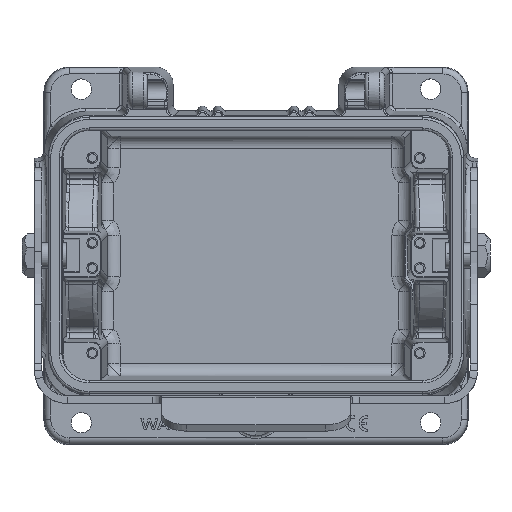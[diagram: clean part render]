
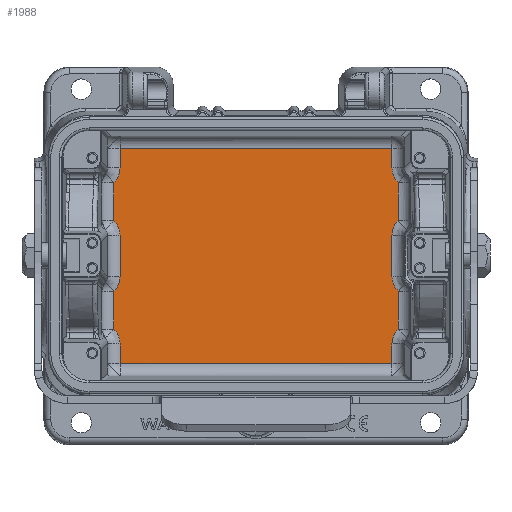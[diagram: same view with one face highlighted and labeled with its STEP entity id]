
A CAD part, top view. The second image highlights one B-rep face of the part: STEP entity #1988.
In plain terms, the highlighted planar face has unit normal (0, 0, 1).
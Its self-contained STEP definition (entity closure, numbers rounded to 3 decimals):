
#970=FACE_OUTER_BOUND('',#3207,.T.);
#1988=ADVANCED_FACE('NONE',(#970),#2587,.T.);
#2587=PLANE('',#14442);
#3207=EDGE_LOOP('',(#6290,#6291,#6292,#6293,#6294,#6295,#6296,#6297,#6298,
#6299,#6300,#6301,#6302,#6303,#6304,#6305,#6306,#6307,#6308,#6309));
#4000=B_SPLINE_CURVE_WITH_KNOTS('',3,(#21963,#21964,#21965,#21966),
 .UNSPECIFIED.,.F.,.F.,(4,4),(0.,1.),.UNSPECIFIED.);
#4001=B_SPLINE_CURVE_WITH_KNOTS('',3,(#21988,#21989,#21990,#21991),
 .UNSPECIFIED.,.F.,.F.,(4,4),(0.,1.),.UNSPECIFIED.);
#4009=B_SPLINE_CURVE_WITH_KNOTS('',3,(#22095,#22096,#22097,#22098),
 .UNSPECIFIED.,.F.,.F.,(4,4),(0.,1.),.UNSPECIFIED.);
#4010=B_SPLINE_CURVE_WITH_KNOTS('',3,(#22120,#22121,#22122,#22123),
 .UNSPECIFIED.,.F.,.F.,(4,4),(0.,1.),.UNSPECIFIED.);
#4016=B_SPLINE_CURVE_WITH_KNOTS('',3,(#22201,#22202,#22203,#22204),
 .UNSPECIFIED.,.F.,.F.,(4,4),(0.,1.),.UNSPECIFIED.);
#4017=B_SPLINE_CURVE_WITH_KNOTS('',3,(#22226,#22227,#22228,#22229),
 .UNSPECIFIED.,.F.,.F.,(4,4),(0.,1.),.UNSPECIFIED.);
#4025=B_SPLINE_CURVE_WITH_KNOTS('',3,(#22342,#22343,#22344,#22345),
 .UNSPECIFIED.,.F.,.F.,(4,4),(0.,1.),.UNSPECIFIED.);
#4031=B_SPLINE_CURVE_WITH_KNOTS('',3,(#22447,#22448,#22449,#22450),
 .UNSPECIFIED.,.F.,.F.,(4,4),(0.,1.),.UNSPECIFIED.);
#6290=ORIENTED_EDGE('',*,*,#10898,.T.);
#6291=ORIENTED_EDGE('',*,*,#11007,.T.);
#6292=ORIENTED_EDGE('',*,*,#10923,.T.);
#6293=ORIENTED_EDGE('',*,*,#11008,.T.);
#6294=ORIENTED_EDGE('',*,*,#11133,.T.);
#6295=ORIENTED_EDGE('',*,*,#11012,.T.);
#6296=ORIENTED_EDGE('',*,*,#10911,.T.);
#6297=ORIENTED_EDGE('',*,*,#10995,.T.);
#6298=ORIENTED_EDGE('',*,*,#10871,.T.);
#6299=ORIENTED_EDGE('',*,*,#10996,.T.);
#6300=ORIENTED_EDGE('',*,*,#10872,.T.);
#6301=ORIENTED_EDGE('',*,*,#10998,.T.);
#6302=ORIENTED_EDGE('',*,*,#10885,.T.);
#6303=ORIENTED_EDGE('',*,*,#10999,.T.);
#6304=ORIENTED_EDGE('',*,*,#11134,.T.);
#6305=ORIENTED_EDGE('',*,*,#11003,.T.);
#6306=ORIENTED_EDGE('',*,*,#10886,.T.);
#6307=ORIENTED_EDGE('',*,*,#11005,.T.);
#6308=ORIENTED_EDGE('',*,*,#10897,.T.);
#6309=ORIENTED_EDGE('',*,*,#11006,.T.);
#9376=VERTEX_POINT('',#21921);
#9377=VERTEX_POINT('',#21930);
#9379=VERTEX_POINT('',#21962);
#9380=VERTEX_POINT('',#21992);
#9381=VERTEX_POINT('',#21993);
#9384=VERTEX_POINT('',#22062);
#9386=VERTEX_POINT('',#22094);
#9387=VERTEX_POINT('',#22124);
#9388=VERTEX_POINT('',#22125);
#9390=VERTEX_POINT('',#22189);
#9392=VERTEX_POINT('',#22200);
#9393=VERTEX_POINT('',#22230);
#9394=VERTEX_POINT('',#22231);
#9396=VERTEX_POINT('',#22273);
#9398=VERTEX_POINT('',#22346);
#9405=VERTEX_POINT('',#22446);
#9437=VERTEX_POINT('',#22810);
#9440=VERTEX_POINT('',#22823);
#9441=VERTEX_POINT('',#22833);
#9444=VERTEX_POINT('',#22841);
#10871=EDGE_CURVE('NONE',#9377,#9379,#4000,.T.);
#10872=EDGE_CURVE('NONE',#9380,#9381,#4001,.T.);
#10885=EDGE_CURVE('NONE',#9384,#9386,#4009,.T.);
#10886=EDGE_CURVE('NONE',#9387,#9388,#4010,.T.);
#10897=EDGE_CURVE('NONE',#9390,#9392,#4016,.T.);
#10898=EDGE_CURVE('NONE',#9393,#9394,#4017,.T.);
#10911=EDGE_CURVE('NONE',#9398,#9376,#4025,.T.);
#10923=EDGE_CURVE('NONE',#9396,#9405,#4031,.T.);
#10995=EDGE_CURVE('NONE',#9376,#9377,#12544,.T.);
#10996=EDGE_CURVE('NONE',#9379,#9380,#12545,.T.);
#10998=EDGE_CURVE('NONE',#9381,#9384,#12547,.T.);
#10999=EDGE_CURVE('NONE',#9386,#9437,#12548,.T.);
#11003=EDGE_CURVE('NONE',#9440,#9387,#12551,.T.);
#11005=EDGE_CURVE('NONE',#9388,#9390,#12552,.T.);
#11006=EDGE_CURVE('NONE',#9392,#9393,#12553,.T.);
#11007=EDGE_CURVE('NONE',#9394,#9396,#12554,.T.);
#11008=EDGE_CURVE('NONE',#9405,#9441,#12555,.T.);
#11012=EDGE_CURVE('NONE',#9444,#9398,#12558,.T.);
#11133=EDGE_CURVE('NONE',#9441,#9444,#12621,.T.);
#11134=EDGE_CURVE('NONE',#9437,#9440,#12622,.T.);
#12544=LINE('',#22802,#13408);
#12545=LINE('',#22804,#13409);
#12547=LINE('',#22807,#13411);
#12548=LINE('',#22809,#13412);
#12551=LINE('',#22822,#13415);
#12552=LINE('',#22826,#13416);
#12553=LINE('',#22828,#13417);
#12554=LINE('',#22830,#13418);
#12555=LINE('',#22832,#13419);
#12558=LINE('',#22840,#13422);
#12621=LINE('',#23410,#13485);
#12622=LINE('',#23411,#13486);
#13408=VECTOR('',#16072,1.);
#13409=VECTOR('',#16075,1.);
#13411=VECTOR('',#16079,1.);
#13412=VECTOR('',#16082,1.);
#13415=VECTOR('',#16087,1.);
#13416=VECTOR('',#16092,1.);
#13417=VECTOR('',#16095,1.);
#13418=VECTOR('',#16098,1.);
#13419=VECTOR('',#16101,1.);
#13422=VECTOR('',#16108,1.);
#13485=VECTOR('',#16275,1.);
#13486=VECTOR('',#16276,1.);
#14442=AXIS2_PLACEMENT_3D('',#23412,#16277,#16278);
#16072=DIRECTION('',(0.,1.,0.));
#16075=DIRECTION('',(0.,1.,0.));
#16079=DIRECTION('',(0.,1.,0.));
#16082=DIRECTION('',(0.,1.,0.));
#16087=DIRECTION('',(0.,-1.,0.));
#16092=DIRECTION('',(0.,-1.,0.));
#16095=DIRECTION('',(0.,-1.,0.));
#16098=DIRECTION('',(0.,-1.,0.));
#16101=DIRECTION('',(0.,-1.,0.));
#16108=DIRECTION('',(0.,1.,0.));
#16275=DIRECTION('',(1.,0.,0.));
#16276=DIRECTION('',(-1.,0.,0.));
#16277=DIRECTION('',(0.,0.,1.));
#16278=DIRECTION('',(0.,1.,0.));
#21921=CARTESIAN_POINT('',(45.206,-23.264,-55.069));
#21930=CARTESIAN_POINT('',(45.206,-11.236,-55.069));
#21962=CARTESIAN_POINT('',(43.206,-6.546,-55.068));
#21963=CARTESIAN_POINT('',(45.206,-11.236,-55.069));
#21964=CARTESIAN_POINT('',(43.877,-9.955,-55.069));
#21965=CARTESIAN_POINT('',(43.21,-8.392,-55.069));
#21966=CARTESIAN_POINT('',(43.206,-6.546,-55.069));
#21988=CARTESIAN_POINT('',(43.206,6.546,-55.069));
#21989=CARTESIAN_POINT('',(43.21,8.392,-55.069));
#21990=CARTESIAN_POINT('',(43.877,9.955,-55.069));
#21991=CARTESIAN_POINT('',(45.206,11.236,-55.069));
#21992=CARTESIAN_POINT('',(43.206,6.546,-55.068));
#21993=CARTESIAN_POINT('',(45.206,11.236,-55.069));
#22062=CARTESIAN_POINT('',(45.206,23.264,-55.069));
#22094=CARTESIAN_POINT('',(43.206,27.954,-55.068));
#22095=CARTESIAN_POINT('',(45.206,23.264,-55.069));
#22096=CARTESIAN_POINT('',(43.877,24.545,-55.069));
#22097=CARTESIAN_POINT('',(43.21,26.108,-55.069));
#22098=CARTESIAN_POINT('',(43.206,27.954,-55.069));
#22120=CARTESIAN_POINT('',(-43.206,27.954,-55.069));
#22121=CARTESIAN_POINT('',(-43.21,26.108,-55.069));
#22122=CARTESIAN_POINT('',(-43.877,24.545,-55.069));
#22123=CARTESIAN_POINT('',(-45.206,23.264,-55.069));
#22124=CARTESIAN_POINT('',(-43.206,27.954,-55.068));
#22125=CARTESIAN_POINT('',(-45.206,23.264,-55.069));
#22189=CARTESIAN_POINT('',(-45.206,11.236,-55.069));
#22200=CARTESIAN_POINT('',(-43.206,6.546,-55.068));
#22201=CARTESIAN_POINT('',(-45.206,11.236,-55.069));
#22202=CARTESIAN_POINT('',(-43.877,9.955,-55.069));
#22203=CARTESIAN_POINT('',(-43.21,8.392,-55.069));
#22204=CARTESIAN_POINT('',(-43.206,6.546,-55.069));
#22226=CARTESIAN_POINT('',(-43.206,-6.546,-55.069));
#22227=CARTESIAN_POINT('',(-43.21,-8.392,-55.069));
#22228=CARTESIAN_POINT('',(-43.877,-9.955,-55.069));
#22229=CARTESIAN_POINT('',(-45.206,-11.236,-55.069));
#22230=CARTESIAN_POINT('',(-43.206,-6.546,-55.068));
#22231=CARTESIAN_POINT('',(-45.206,-11.236,-55.069));
#22273=CARTESIAN_POINT('',(-45.206,-23.264,-55.069));
#22342=CARTESIAN_POINT('',(43.206,-27.954,-55.069));
#22343=CARTESIAN_POINT('',(43.21,-26.108,-55.069));
#22344=CARTESIAN_POINT('',(43.877,-24.545,-55.069));
#22345=CARTESIAN_POINT('',(45.206,-23.264,-55.069));
#22346=CARTESIAN_POINT('',(43.206,-27.954,-55.068));
#22446=CARTESIAN_POINT('',(-43.206,-27.954,-55.068));
#22447=CARTESIAN_POINT('',(-45.206,-23.264,-55.069));
#22448=CARTESIAN_POINT('',(-43.877,-24.545,-55.069));
#22449=CARTESIAN_POINT('',(-43.21,-26.108,-55.069));
#22450=CARTESIAN_POINT('',(-43.206,-27.954,-55.069));
#22802=CARTESIAN_POINT('',(45.206,0.,-55.069));
#22804=CARTESIAN_POINT('',(43.206,0.,-55.069));
#22807=CARTESIAN_POINT('',(45.206,0.,-55.069));
#22809=CARTESIAN_POINT('',(43.206,0.,-55.069));
#22810=CARTESIAN_POINT('',(43.206,34.173,-55.069));
#22822=CARTESIAN_POINT('',(-43.206,0.,-55.069));
#22823=CARTESIAN_POINT('',(-43.206,34.173,-55.069));
#22826=CARTESIAN_POINT('',(-45.206,0.,-55.069));
#22828=CARTESIAN_POINT('',(-43.206,0.,-55.069));
#22830=CARTESIAN_POINT('',(-45.206,0.,-55.069));
#22832=CARTESIAN_POINT('',(-43.206,0.,-55.069));
#22833=CARTESIAN_POINT('',(-43.206,-34.173,-55.069));
#22840=CARTESIAN_POINT('',(43.206,0.,-55.069));
#22841=CARTESIAN_POINT('',(43.206,-34.173,-55.069));
#23410=CARTESIAN_POINT('',(49.436,-34.173,-55.069));
#23411=CARTESIAN_POINT('',(-49.424,34.173,-55.069));
#23412=CARTESIAN_POINT('',(0.,0.,-55.069));
